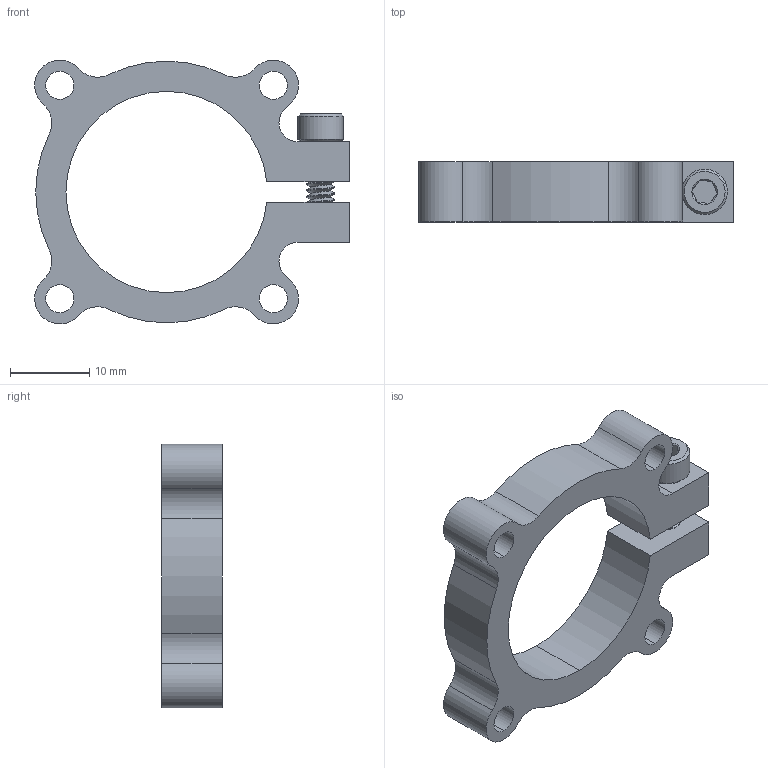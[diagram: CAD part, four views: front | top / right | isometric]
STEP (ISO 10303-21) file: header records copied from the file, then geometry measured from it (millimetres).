
FILE_DESCRIPTION (( 'STEP AP203' ), '1' );
FILE_NAME ('545354 assembly.STEP', '2016-08-17T13:21:55', ( '' ), ( '' ), 'SwSTEP 2.0', 'SolidWorks 2014', '' );
FILE_SCHEMA (( 'CONFIG_CONTROL_DESIGN' ));
Length unit declared in the file: inch
Products named in the file (3): 545354 assembly; 632114_90128A121; 545354
Assembly tree (2 placements, depth 2):
  545354 assembly
    545354
    632114_90128A121
Bounding box: 39.7 x 7.62 x 33.29 mm (x, y, z)
Volume: 3959.3 mm3; surface area: 3667 mm2
Topology: 2 solids, 2 shells, 166 faces, 464 edges, 304 vertices
Faces by surface type: cylinder 129, plane 20, cone 13, bspline 4
Entity records: 8449 total; most frequent: CARTESIAN_POINT 4368, ORIENTED_EDGE 928, DIRECTION 688, EDGE_CURVE 464, VERTEX_POINT 304, AXIS2_PLACEMENT_3D 260, EDGE_LOOP 180, LINE 168
